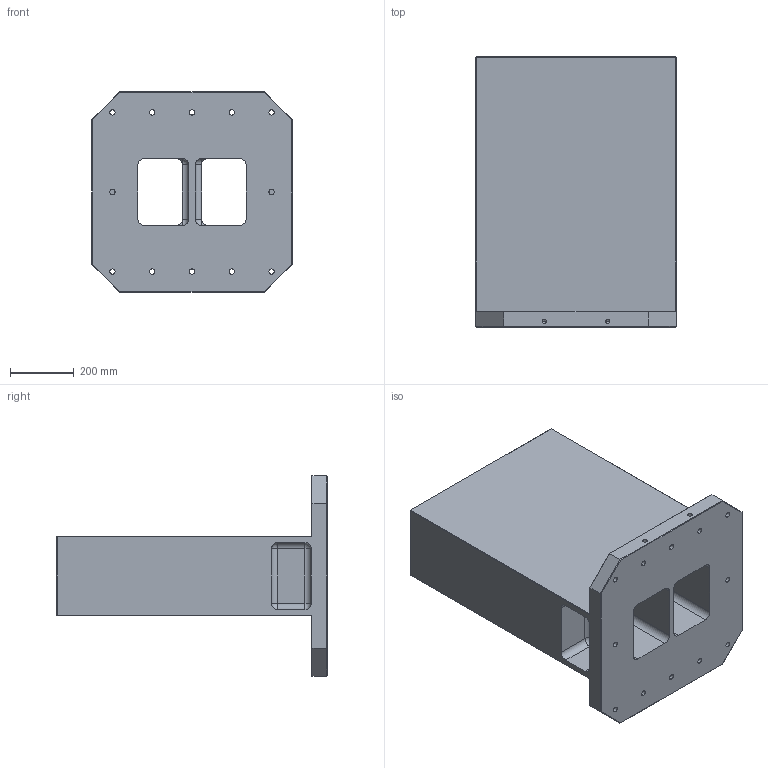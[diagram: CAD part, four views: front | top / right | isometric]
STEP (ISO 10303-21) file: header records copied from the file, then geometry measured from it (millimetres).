
FILE_DESCRIPTION (( 'STEP AP214' ), '1' );
FILE_NAME ('05-0317.STEP', '2024-02-09T16:59:58', ( '' ), ( '' ), 'SwSTEP 2.0', 'SolidWorks 2022', '' );
FILE_SCHEMA (( 'AUTOMOTIVE_DESIGN' ));
Length unit declared in the file: millimetre
Products named in the file (1): 05-0317
Bounding box: 630 x 850 x 630 mm (x, y, z)
Volume: 47941720.7 mm3; surface area: 3850652.9 mm2
Topology: 1 solids, 1 shells, 198 faces, 486 edges, 266 vertices
Faces by surface type: cylinder 90, plane 68, cone 20, sphere 16, torus 4
Entity records: 6752 total; most frequent: DIRECTION 1020, CARTESIAN_POINT 927, ORIENTED_EDGE 900, EDGE_CURVE 450, AXIS2_PLACEMENT_3D 375, LINE 270, VECTOR 270, VERTEX_POINT 266
